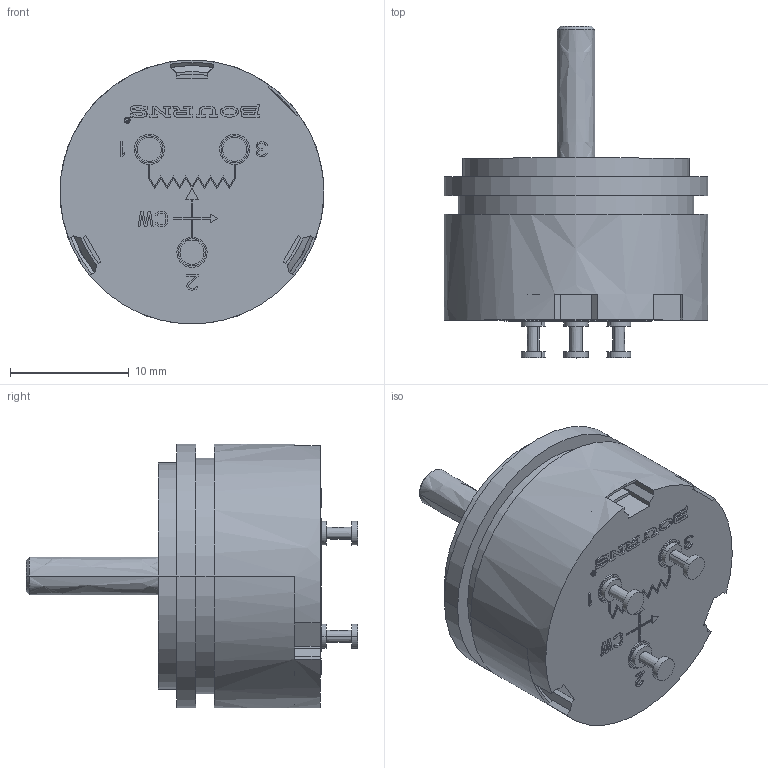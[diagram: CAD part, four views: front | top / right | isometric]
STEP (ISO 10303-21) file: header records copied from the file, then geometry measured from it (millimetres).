
FILE_DESCRIPTION((''),'2;1');
FILE_NAME('34132-27101','2007-10-04T',('RICKB'),('Bourns, Inc.'),'PRO/ENGINEER BY PARAMETRIC TECHNOLOGY CORPORATION, 2001200','PRO/ENGINEER BY PARAMETRIC TECHNOLOGY CORPORATION, 2001200','');
FILE_SCHEMA(('AUTOMOTIVE_DESIGN_CC2 { 1 2 10303 214 -1 1 5 2 }'));
Length unit declared in the file: inch
Products named in the file (1): 34132-27101
Bounding box: 22.23 x 27.94 x 22.23 mm (x, y, z)
Volume: 5003.1 mm3; surface area: 2681.8 mm2
Topology: 1 solids, 1 shells, 491 faces, 1382 edges, 912 vertices
Faces by surface type: bspline 491
Entity records: 22070 total; most frequent: CARTESIAN_POINT 6352, ORIENTED_EDGE 2764, DIRECTION 1613, PRESENTATION_STYLE_ASSIGNMENT 1397, STYLED_ITEM 1383, CURVE_STYLE 1382, EDGE_CURVE 1382, VECTOR 1139
